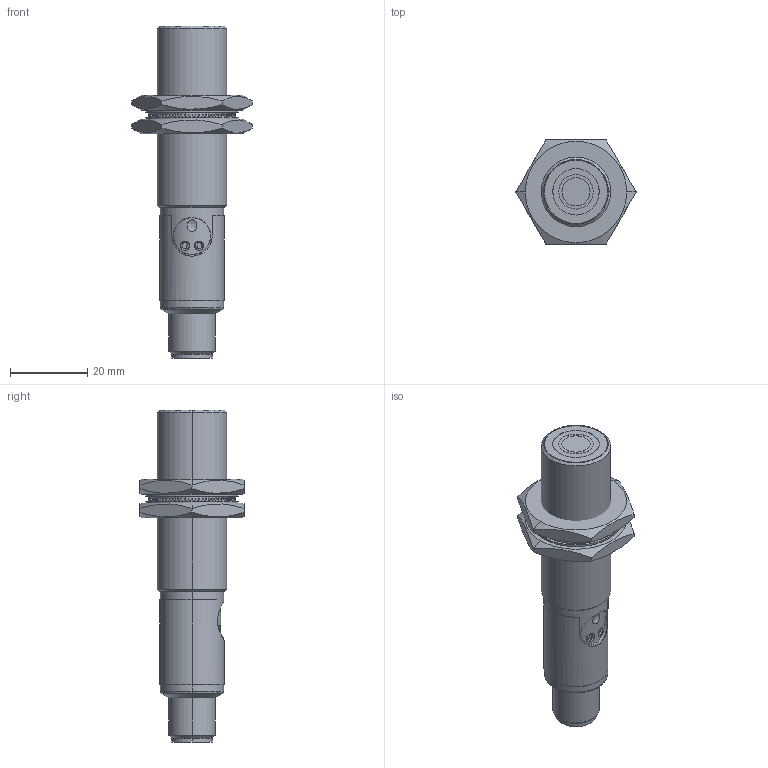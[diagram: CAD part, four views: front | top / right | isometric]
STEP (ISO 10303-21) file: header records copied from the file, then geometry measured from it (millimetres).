
FILE_DESCRIPTION (( 'STEP AP214' ), '1' );
FILE_NAME ('MD18-35V.STEP', '2015-07-31T07:29:29', ( '' ), ( '' ), 'SwSTEP 2.0', 'SolidWorks 2013', '' );
FILE_SCHEMA (( 'AUTOMOTIVE_DESIGN' ));
Length unit declared in the file: millimetre
Products named in the file (1): MD18-35V
Bounding box: 31.18 x 27 x 86 mm (x, y, z)
Volume: 11626.6 mm3; surface area: 12695.5 mm2
Topology: 9 solids, 9 shells, 1064 faces, 2592 edges, 1714 vertices
Faces by surface type: plane 927, cylinder 83, cone 38, bspline 16
Entity records: 33055 total; most frequent: CARTESIAN_POINT 6825, ORIENTED_EDGE 5184, DIRECTION 4809, EDGE_CURVE 2592, LINE 2325, VECTOR 2325, VERTEX_POINT 1714, AXIS2_PLACEMENT_3D 1242
